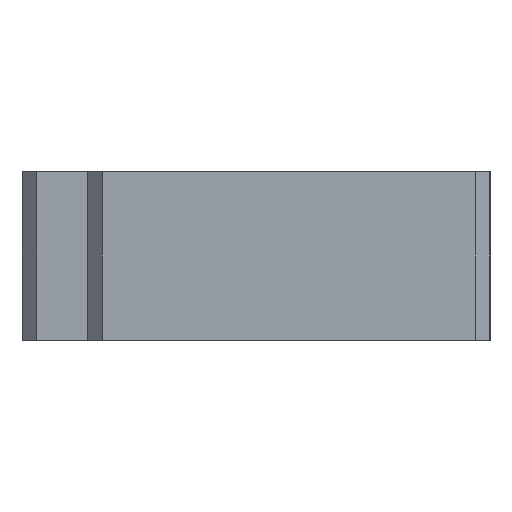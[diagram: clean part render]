
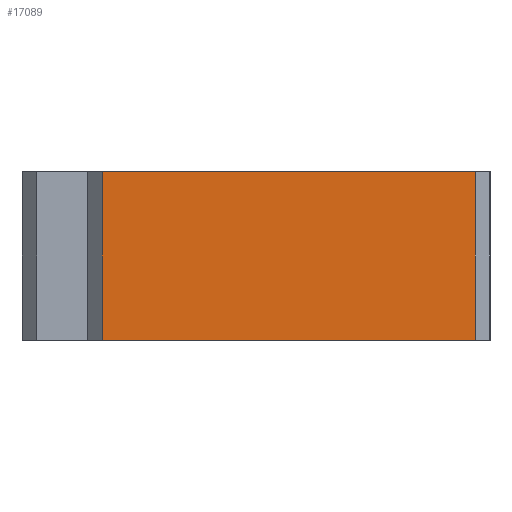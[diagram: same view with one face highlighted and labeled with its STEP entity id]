
A CAD part, left-side view. The second image highlights one B-rep face of the part: STEP entity #17089.
In plain terms, the highlighted planar face has unit normal (-1, 0, 0).
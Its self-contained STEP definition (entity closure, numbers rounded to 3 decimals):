
#227 = EDGE_LOOP ( 'NONE', ( #13102, #6648, #22746, #22150 ) ) ;
#1954 = LINE ( 'NONE', #20870, #7114 ) ;
#2837 = VERTEX_POINT ( 'NONE', #23917 ) ;
#3718 = VECTOR ( 'NONE', #7090, 1000. ) ;
#4242 = DIRECTION ( 'NONE',  ( 0., 0., -1. ) ) ;
#4437 = EDGE_CURVE ( 'NONE', #2837, #14388, #23464, .T. ) ;
#4486 = CARTESIAN_POINT ( 'NONE',  ( -191.569, 32., 11.5 ) ) ;
#4959 = CARTESIAN_POINT ( 'NONE',  ( -191.569, 21., 11.5 ) ) ;
#6091 = CARTESIAN_POINT ( 'NONE',  ( -191.569, -30., 11.5 ) ) ;
#6541 = LINE ( 'NONE', #21592, #12110 ) ;
#6648 = ORIENTED_EDGE ( 'NONE', *, *, #4437, .T. ) ;
#7090 = DIRECTION ( 'NONE',  ( 0., 1., 0. ) ) ;
#7114 = VECTOR ( 'NONE', #23198, 1000. ) ;
#12023 = LINE ( 'NONE', #17909, #3718 ) ;
#12110 = VECTOR ( 'NONE', #14847, 1000. ) ;
#13102 = ORIENTED_EDGE ( 'NONE', *, *, #26219, .F. ) ;
#14005 = AXIS2_PLACEMENT_3D ( 'NONE', #6091, #23935, #4242 ) ;
#14388 = VERTEX_POINT ( 'NONE', #4959 ) ;
#14847 = DIRECTION ( 'NONE',  ( 0., 0., -1. ) ) ;
#15248 = EDGE_CURVE ( 'NONE', #17098, #28308, #12023, .T. ) ;
#17089 = ADVANCED_FACE ( 'NONE', ( #21691 ), #17468, .F. ) ;
#17098 = VERTEX_POINT ( 'NONE', #19604 ) ;
#17468 = PLANE ( 'NONE',  #14005 ) ;
#17909 = CARTESIAN_POINT ( 'NONE',  ( -191.569, -30., -11.5 ) ) ;
#19604 = CARTESIAN_POINT ( 'NONE',  ( -191.569, -30., -11.5 ) ) ;
#20312 = VECTOR ( 'NONE', #20322, 1000. ) ;
#20322 = DIRECTION ( 'NONE',  ( 0., 1., 0. ) ) ;
#20805 = EDGE_CURVE ( 'NONE', #14388, #28308, #1954, .T. ) ;
#20870 = CARTESIAN_POINT ( 'NONE',  ( -191.569, 21., 11.5 ) ) ;
#21460 = CARTESIAN_POINT ( 'NONE',  ( -191.569, 21., -11.5 ) ) ;
#21592 = CARTESIAN_POINT ( 'NONE',  ( -191.569, -30., 11.5 ) ) ;
#21691 = FACE_OUTER_BOUND ( 'NONE', #227, .T. ) ;
#22150 = ORIENTED_EDGE ( 'NONE', *, *, #15248, .F. ) ;
#22746 = ORIENTED_EDGE ( 'NONE', *, *, #20805, .T. ) ;
#23198 = DIRECTION ( 'NONE',  ( 0., 0., -1. ) ) ;
#23464 = LINE ( 'NONE', #4486, #20312 ) ;
#23917 = CARTESIAN_POINT ( 'NONE',  ( -191.569, -30., 11.5 ) ) ;
#23935 = DIRECTION ( 'NONE',  ( 1., 0., 0. ) ) ;
#26219 = EDGE_CURVE ( 'NONE', #2837, #17098, #6541, .T. ) ;
#28308 = VERTEX_POINT ( 'NONE', #21460 ) ;
